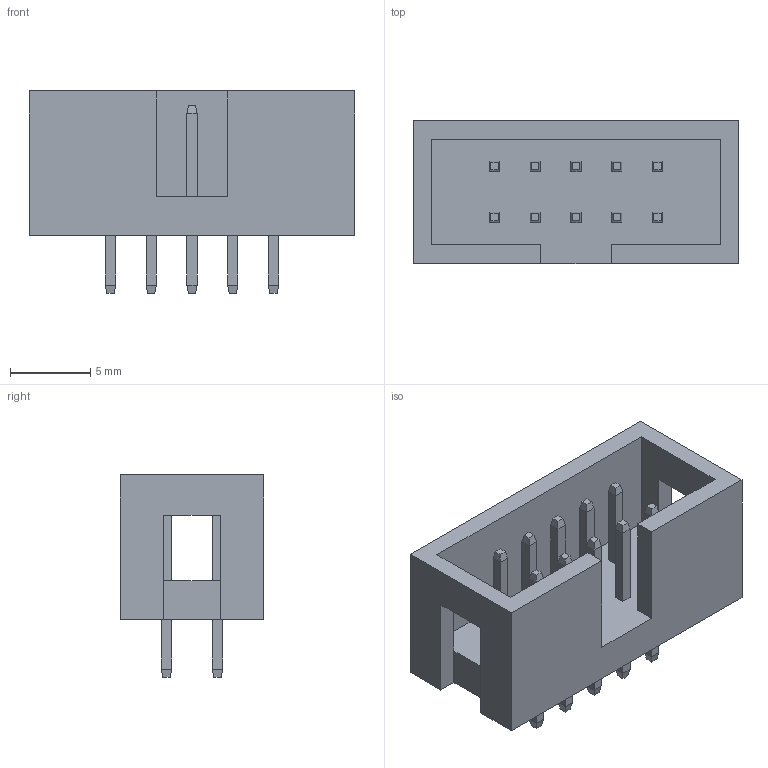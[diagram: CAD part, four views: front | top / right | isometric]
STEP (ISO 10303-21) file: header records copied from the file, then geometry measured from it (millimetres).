
FILE_DESCRIPTION(/* description */ ('Unknown'),/* implementation_level */ '2;1');
FILE_NAME(/* name */ 'CCDebugger_header',/* time_stamp */ '2017-01-15T18:49:16+01:00',/* author */ ('Unknown'),/* organization */ ('Unknown'),/* preprocessor_version */ 'ST-DEVELOPER v16.7',/* originating_system */ 'DEX',/* authorisation */ $);
FILE_SCHEMA (('AUTOMOTIVE_DESIGN {1 0 10303 214 3 1 1}'));
Length unit declared in the file: millimetre
Products named in the file (3): CCDebugger_header; body; pin
Assembly tree (11 placements, depth 2):
  CCDebugger_header
    body
    pin  x10
Bounding box: 20.32 x 8.95 x 12.6 mm (x, y, z)
Volume: 812.8 mm3; surface area: 1497.9 mm2
Topology: 11 solids, 11 shells, 202 faces, 468 edges, 284 vertices
Faces by surface type: plane 202
Entity records: 2600 total; most frequent: CARTESIAN_POINT 444, ORIENTED_EDGE 432, DIRECTION 392, EDGE_CURVE 216, LINE 216, VECTOR 216, VERTEX_POINT 140, EDGE_LOOP 96
